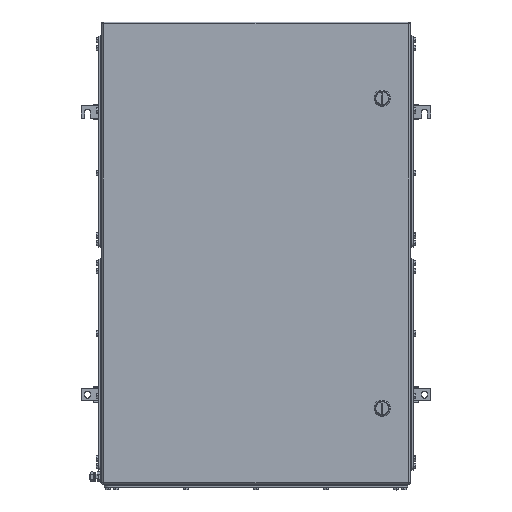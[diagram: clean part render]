
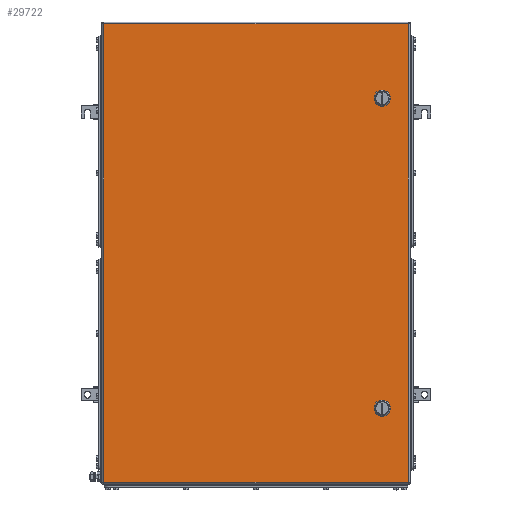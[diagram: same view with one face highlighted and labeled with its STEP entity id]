
A CAD part, top view. The second image highlights one B-rep face of the part: STEP entity #29722.
In plain terms, the highlighted planar face has unit normal (0, 0, 1).
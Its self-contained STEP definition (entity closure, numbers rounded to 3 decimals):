
#29536=AXIS2_PLACEMENT_3D('Circle Axis2P3D',#29534,#29535,$) ;
#29563=AXIS2_PLACEMENT_3D('Plane Axis2P3D',#29560,#29561,#29562) ;
#29608=AXIS2_PLACEMENT_3D('Circle Axis2P3D',#29606,#29607,$) ;
#29622=AXIS2_PLACEMENT_3D('Circle Axis2P3D',#29620,#29621,$) ;
#29636=AXIS2_PLACEMENT_3D('Circle Axis2P3D',#29634,#29635,$) ;
#29658=AXIS2_PLACEMENT_3D('Circle Axis2P3D',#29656,#29657,$) ;
#29674=AXIS2_PLACEMENT_3D('Circle Axis2P3D',#29672,#29673,$) ;
#29688=AXIS2_PLACEMENT_3D('Circle Axis2P3D',#29686,#29687,$) ;
#29702=AXIS2_PLACEMENT_3D('Circle Axis2P3D',#29700,#29701,$) ;
#29531=CARTESIAN_POINT('Vertex',(600.056,764.45,203.5)) ;
#29534=CARTESIAN_POINT('Axis2P3D Location',(595.,774.5,203.5)) ;
#29538=CARTESIAN_POINT('Vertex',(605.05,769.444,203.5)) ;
#29560=CARTESIAN_POINT('Axis2P3D Location',(345.5,468.,203.5)) ;
#29565=CARTESIAN_POINT('Line Origine',(345.5,921.5,203.5)) ;
#29569=CARTESIAN_POINT('Vertex',(647.,921.5,203.5)) ;
#29571=CARTESIAN_POINT('Vertex',(44.,921.5,203.5)) ;
#29574=CARTESIAN_POINT('Line Origine',(44.,468.,203.5)) ;
#29578=CARTESIAN_POINT('Vertex',(44.,14.5,203.5)) ;
#29581=CARTESIAN_POINT('Line Origine',(345.5,14.5,203.5)) ;
#29585=CARTESIAN_POINT('Vertex',(647.,14.5,203.5)) ;
#29588=CARTESIAN_POINT('Line Origine',(647.,468.,203.5)) ;
#29599=CARTESIAN_POINT('Line Origine',(595.,764.45,203.5)) ;
#29603=CARTESIAN_POINT('Vertex',(589.944,764.45,203.5)) ;
#29606=CARTESIAN_POINT('Axis2P3D Location',(595.,774.5,203.5)) ;
#29610=CARTESIAN_POINT('Vertex',(584.95,769.444,203.5)) ;
#29613=CARTESIAN_POINT('Line Origine',(584.95,774.5,203.5)) ;
#29617=CARTESIAN_POINT('Vertex',(584.95,779.556,203.5)) ;
#29620=CARTESIAN_POINT('Axis2P3D Location',(595.,774.5,203.5)) ;
#29624=CARTESIAN_POINT('Vertex',(589.944,784.55,203.5)) ;
#29627=CARTESIAN_POINT('Line Origine',(595.,784.55,203.5)) ;
#29631=CARTESIAN_POINT('Vertex',(600.056,784.55,203.5)) ;
#29634=CARTESIAN_POINT('Axis2P3D Location',(595.,774.5,203.5)) ;
#29638=CARTESIAN_POINT('Vertex',(605.05,779.556,203.5)) ;
#29641=CARTESIAN_POINT('Line Origine',(605.05,774.5,203.5)) ;
#29656=CARTESIAN_POINT('Axis2P3D Location',(595.,161.5,203.5)) ;
#29660=CARTESIAN_POINT('Vertex',(600.056,151.45,203.5)) ;
#29662=CARTESIAN_POINT('Vertex',(605.05,156.444,203.5)) ;
#29665=CARTESIAN_POINT('Line Origine',(595.,151.45,203.5)) ;
#29669=CARTESIAN_POINT('Vertex',(589.944,151.45,203.5)) ;
#29672=CARTESIAN_POINT('Axis2P3D Location',(595.,161.5,203.5)) ;
#29676=CARTESIAN_POINT('Vertex',(584.95,156.444,203.5)) ;
#29679=CARTESIAN_POINT('Line Origine',(584.95,161.5,203.5)) ;
#29683=CARTESIAN_POINT('Vertex',(584.95,166.556,203.5)) ;
#29686=CARTESIAN_POINT('Axis2P3D Location',(595.,161.5,203.5)) ;
#29690=CARTESIAN_POINT('Vertex',(589.944,171.55,203.5)) ;
#29693=CARTESIAN_POINT('Line Origine',(595.,171.55,203.5)) ;
#29697=CARTESIAN_POINT('Vertex',(600.056,171.55,203.5)) ;
#29700=CARTESIAN_POINT('Axis2P3D Location',(595.,161.5,203.5)) ;
#29704=CARTESIAN_POINT('Vertex',(605.05,166.556,203.5)) ;
#29707=CARTESIAN_POINT('Line Origine',(605.05,161.5,203.5)) ;
#29535=DIRECTION('Axis2P3D Direction',(0.,0.,1.)) ;
#29561=DIRECTION('Axis2P3D Direction',(0.,0.,1.)) ;
#29562=DIRECTION('Axis2P3D XDirection',(1.,0.,0.)) ;
#29566=DIRECTION('Vector Direction',(1.,0.,0.)) ;
#29575=DIRECTION('Vector Direction',(0.,-1.,0.)) ;
#29582=DIRECTION('Vector Direction',(1.,0.,0.)) ;
#29589=DIRECTION('Vector Direction',(0.,1.,0.)) ;
#29600=DIRECTION('Vector Direction',(1.,0.,0.)) ;
#29607=DIRECTION('Axis2P3D Direction',(0.,0.,1.)) ;
#29614=DIRECTION('Vector Direction',(0.,1.,0.)) ;
#29621=DIRECTION('Axis2P3D Direction',(0.,0.,1.)) ;
#29628=DIRECTION('Vector Direction',(1.,0.,0.)) ;
#29635=DIRECTION('Axis2P3D Direction',(0.,0.,1.)) ;
#29642=DIRECTION('Vector Direction',(0.,-1.,0.)) ;
#29657=DIRECTION('Axis2P3D Direction',(0.,0.,1.)) ;
#29666=DIRECTION('Vector Direction',(1.,0.,0.)) ;
#29673=DIRECTION('Axis2P3D Direction',(0.,0.,1.)) ;
#29680=DIRECTION('Vector Direction',(0.,1.,0.)) ;
#29687=DIRECTION('Axis2P3D Direction',(0.,0.,1.)) ;
#29694=DIRECTION('Vector Direction',(1.,0.,0.)) ;
#29701=DIRECTION('Axis2P3D Direction',(0.,0.,1.)) ;
#29708=DIRECTION('Vector Direction',(0.,-1.,0.)) ;
#29567=VECTOR('Line Direction',#29566,1.) ;
#29576=VECTOR('Line Direction',#29575,1.) ;
#29583=VECTOR('Line Direction',#29582,1.) ;
#29590=VECTOR('Line Direction',#29589,1.) ;
#29601=VECTOR('Line Direction',#29600,1.) ;
#29615=VECTOR('Line Direction',#29614,1.) ;
#29629=VECTOR('Line Direction',#29628,1.) ;
#29643=VECTOR('Line Direction',#29642,1.) ;
#29667=VECTOR('Line Direction',#29666,1.) ;
#29681=VECTOR('Line Direction',#29680,1.) ;
#29695=VECTOR('Line Direction',#29694,1.) ;
#29709=VECTOR('Line Direction',#29708,1.) ;
#29594=ORIENTED_EDGE('',*,*,#29573,.T.) ;
#29595=ORIENTED_EDGE('',*,*,#29580,.T.) ;
#29596=ORIENTED_EDGE('',*,*,#29587,.T.) ;
#29597=ORIENTED_EDGE('',*,*,#29592,.T.) ;
#29647=ORIENTED_EDGE('',*,*,#29605,.F.) ;
#29648=ORIENTED_EDGE('',*,*,#29612,.F.) ;
#29649=ORIENTED_EDGE('',*,*,#29619,.T.) ;
#29650=ORIENTED_EDGE('',*,*,#29626,.F.) ;
#29651=ORIENTED_EDGE('',*,*,#29633,.T.) ;
#29652=ORIENTED_EDGE('',*,*,#29640,.F.) ;
#29653=ORIENTED_EDGE('',*,*,#29645,.T.) ;
#29654=ORIENTED_EDGE('',*,*,#29540,.F.) ;
#29713=ORIENTED_EDGE('',*,*,#29664,.F.) ;
#29714=ORIENTED_EDGE('',*,*,#29671,.F.) ;
#29715=ORIENTED_EDGE('',*,*,#29678,.F.) ;
#29716=ORIENTED_EDGE('',*,*,#29685,.T.) ;
#29717=ORIENTED_EDGE('',*,*,#29692,.F.) ;
#29718=ORIENTED_EDGE('',*,*,#29699,.T.) ;
#29719=ORIENTED_EDGE('',*,*,#29706,.F.) ;
#29720=ORIENTED_EDGE('',*,*,#29711,.T.) ;
#29655=FACE_BOUND('',#29646,.T.) ;
#29721=FACE_BOUND('',#29712,.T.) ;
#29722=ADVANCED_FACE('ZUB_KTB_QL_916120_3GP_AllCATPart_AllCATPart.2\\ZUB_KTB_QL_916120_3GP_AllCATPart.2\\ZUB_DE_KTB_QL.1\\DE_KTB_MH_PART_MASTER.1\\Koerper.2',(#29598,#29655,#29721),#29564,.T.) ;
#29537=CIRCLE('generated circle',#29536,11.25) ;
#29609=CIRCLE('generated circle',#29608,11.25) ;
#29623=CIRCLE('generated circle',#29622,11.25) ;
#29637=CIRCLE('generated circle',#29636,11.25) ;
#29659=CIRCLE('generated circle',#29658,11.25) ;
#29675=CIRCLE('generated circle',#29674,11.25) ;
#29689=CIRCLE('generated circle',#29688,11.25) ;
#29703=CIRCLE('generated circle',#29702,11.25) ;
#29540=EDGE_CURVE('',#29532,#29539,#29537,.T.) ;
#29573=EDGE_CURVE('',#29570,#29572,#29568,.F.) ;
#29580=EDGE_CURVE('',#29572,#29579,#29577,.T.) ;
#29587=EDGE_CURVE('',#29579,#29586,#29584,.T.) ;
#29592=EDGE_CURVE('',#29586,#29570,#29591,.T.) ;
#29605=EDGE_CURVE('',#29604,#29532,#29602,.T.) ;
#29612=EDGE_CURVE('',#29611,#29604,#29609,.T.) ;
#29619=EDGE_CURVE('',#29611,#29618,#29616,.T.) ;
#29626=EDGE_CURVE('',#29625,#29618,#29623,.T.) ;
#29633=EDGE_CURVE('',#29625,#29632,#29630,.T.) ;
#29640=EDGE_CURVE('',#29639,#29632,#29637,.T.) ;
#29645=EDGE_CURVE('',#29639,#29539,#29644,.T.) ;
#29664=EDGE_CURVE('',#29661,#29663,#29659,.T.) ;
#29671=EDGE_CURVE('',#29670,#29661,#29668,.T.) ;
#29678=EDGE_CURVE('',#29677,#29670,#29675,.T.) ;
#29685=EDGE_CURVE('',#29677,#29684,#29682,.T.) ;
#29692=EDGE_CURVE('',#29691,#29684,#29689,.T.) ;
#29699=EDGE_CURVE('',#29691,#29698,#29696,.T.) ;
#29706=EDGE_CURVE('',#29705,#29698,#29703,.T.) ;
#29711=EDGE_CURVE('',#29705,#29663,#29710,.T.) ;
#29593=EDGE_LOOP('',(#29594,#29595,#29596,#29597)) ;
#29646=EDGE_LOOP('',(#29647,#29648,#29649,#29650,#29651,#29652,#29653,#29654)) ;
#29712=EDGE_LOOP('',(#29713,#29714,#29715,#29716,#29717,#29718,#29719,#29720)) ;
#29598=FACE_OUTER_BOUND('',#29593,.T.) ;
#29568=LINE('Line',#29565,#29567) ;
#29577=LINE('Line',#29574,#29576) ;
#29584=LINE('Line',#29581,#29583) ;
#29591=LINE('Line',#29588,#29590) ;
#29602=LINE('Line',#29599,#29601) ;
#29616=LINE('Line',#29613,#29615) ;
#29630=LINE('Line',#29627,#29629) ;
#29644=LINE('Line',#29641,#29643) ;
#29668=LINE('Line',#29665,#29667) ;
#29682=LINE('Line',#29679,#29681) ;
#29696=LINE('Line',#29693,#29695) ;
#29710=LINE('Line',#29707,#29709) ;
#29564=PLANE('',#29563) ;
#29532=VERTEX_POINT('',#29531) ;
#29539=VERTEX_POINT('',#29538) ;
#29570=VERTEX_POINT('',#29569) ;
#29572=VERTEX_POINT('',#29571) ;
#29579=VERTEX_POINT('',#29578) ;
#29586=VERTEX_POINT('',#29585) ;
#29604=VERTEX_POINT('',#29603) ;
#29611=VERTEX_POINT('',#29610) ;
#29618=VERTEX_POINT('',#29617) ;
#29625=VERTEX_POINT('',#29624) ;
#29632=VERTEX_POINT('',#29631) ;
#29639=VERTEX_POINT('',#29638) ;
#29661=VERTEX_POINT('',#29660) ;
#29663=VERTEX_POINT('',#29662) ;
#29670=VERTEX_POINT('',#29669) ;
#29677=VERTEX_POINT('',#29676) ;
#29684=VERTEX_POINT('',#29683) ;
#29691=VERTEX_POINT('',#29690) ;
#29698=VERTEX_POINT('',#29697) ;
#29705=VERTEX_POINT('',#29704) ;
